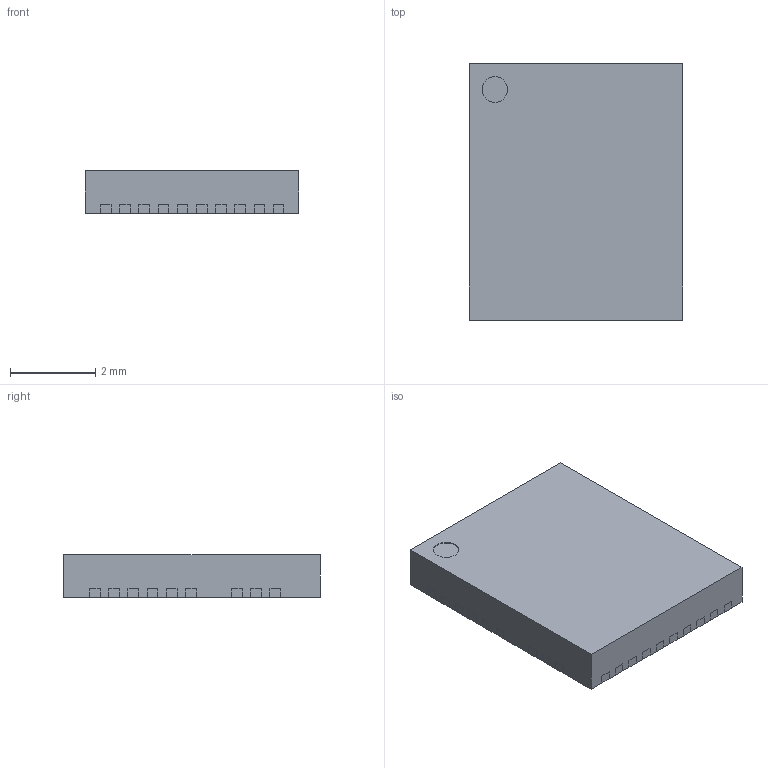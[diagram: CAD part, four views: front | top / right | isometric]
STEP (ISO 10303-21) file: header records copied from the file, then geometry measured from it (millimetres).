
FILE_DESCRIPTION (( 'STEP AP214' ), '1' );
FILE_NAME ('IS6806A.STEP', '2022-09-23T02:30:38', ( '' ), ( '' ), 'SwSTEP 2.0', 'SolidWorks 2019', '' );
FILE_SCHEMA (( 'AUTOMOTIVE_DESIGN' ));
Length unit declared in the file: millimetre
Products named in the file (1): IS6806A
Bounding box: 5 x 6 x 1 mm (x, y, z)
Volume: 30 mm3; surface area: 143.9 mm2
Topology: 22 solids, 22 shells, 417 faces, 1110 edges, 740 vertices
Faces by surface type: plane 325, cylinder 92
Entity records: 15874 total; most frequent: CARTESIAN_POINT 2268, ORIENTED_EDGE 2220, DIRECTION 2130, EDGE_CURVE 1110, VECTOR 926, LINE 926, VERTEX_POINT 740, AXIS2_PLACEMENT_3D 602
